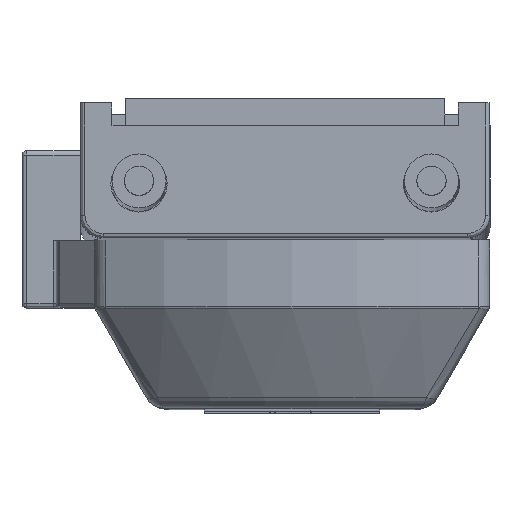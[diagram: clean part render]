
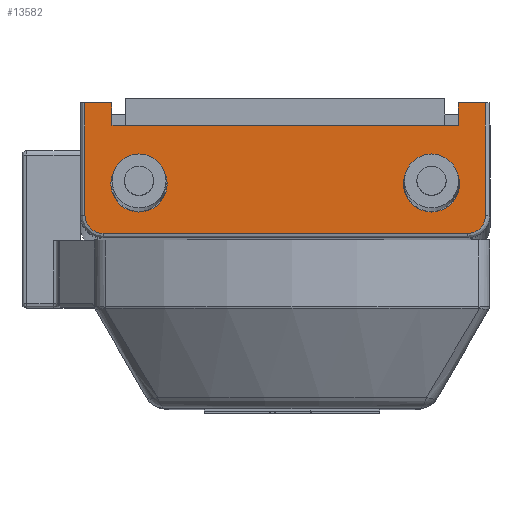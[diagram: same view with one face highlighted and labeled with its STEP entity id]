
A CAD part, top view. The second image highlights one B-rep face of the part: STEP entity #13582.
In plain terms, the highlighted planar face has unit normal (0, 0, 1).
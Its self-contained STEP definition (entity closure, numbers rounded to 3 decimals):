
#36 = ORIENTED_EDGE ( 'NONE', *, *, #3457, .F. ) ;
#101 = VECTOR ( 'NONE', #11980, 1000. ) ;
#109 = CARTESIAN_POINT ( 'NONE',  ( -8.9, -1., 270. ) ) ;
#340 = EDGE_CURVE ( 'NONE', #3226, #6263, #8430, .T. ) ;
#357 = VERTEX_POINT ( 'NONE', #109 ) ;
#365 = ORIENTED_EDGE ( 'NONE', *, *, #13670, .F. ) ;
#393 = EDGE_CURVE ( 'NONE', #9858, #4116, #5032, .T. ) ;
#460 = VERTEX_POINT ( 'NONE', #1280 ) ;
#480 = CARTESIAN_POINT ( 'NONE',  ( 7.7, 0., 270. ) ) ;
#485 = EDGE_CURVE ( 'NONE', #13375, #11360, #7414, .T. ) ;
#662 = CARTESIAN_POINT ( 'NONE',  ( 7.7, -1., 270. ) ) ;
#880 = DIRECTION ( 'NONE',  ( 0., 0., 1. ) ) ;
#933 = EDGE_CURVE ( 'NONE', #3879, #12007, #9579, .T. ) ;
#1280 = CARTESIAN_POINT ( 'NONE',  ( -8.9, 4., 270. ) ) ;
#1362 = CIRCLE ( 'NONE', #3592, 1.25 ) ;
#1505 = FACE_BOUND ( 'NONE', #11662, .T. ) ;
#1531 = ORIENTED_EDGE ( 'NONE', *, *, #7910, .T. ) ;
#1720 = AXIS2_PLACEMENT_3D ( 'NONE', #10721, #880, #7510 ) ;
#1803 = DIRECTION ( 'NONE',  ( 1., 0., 0. ) ) ;
#1850 = VERTEX_POINT ( 'NONE', #3190 ) ;
#1882 = VECTOR ( 'NONE', #7500, 1000. ) ;
#2084 = LINE ( 'NONE', #662, #10172 ) ;
#2093 = DIRECTION ( 'NONE',  ( 0., 0., 1. ) ) ;
#2108 = CARTESIAN_POINT ( 'NONE',  ( 7.7, -1., 270. ) ) ;
#2260 = DIRECTION ( 'NONE',  ( 1., 0., 0. ) ) ;
#2337 = EDGE_CURVE ( 'NONE', #6263, #3879, #8741, .T. ) ;
#2358 = AXIS2_PLACEMENT_3D ( 'NONE', #5141, #5053, #6202 ) ;
#2420 = CARTESIAN_POINT ( 'NONE',  ( 8.9, 4., 270. ) ) ;
#2744 = CARTESIAN_POINT ( 'NONE',  ( -5.25, 2.6, 270. ) ) ;
#2941 = DIRECTION ( 'NONE',  ( 1., 0., 0. ) ) ;
#2985 = CIRCLE ( 'NONE', #6318, 0.8 ) ;
#3073 = ORIENTED_EDGE ( 'NONE', *, *, #5833, .T. ) ;
#3181 = CARTESIAN_POINT ( 'NONE',  ( 8.1, 4.8, 270. ) ) ;
#3190 = CARTESIAN_POINT ( 'NONE',  ( 7.75, 2.6, 270. ) ) ;
#3226 = VERTEX_POINT ( 'NONE', #12894 ) ;
#3441 = CARTESIAN_POINT ( 'NONE',  ( -7.7, 0., 270. ) ) ;
#3457 = EDGE_CURVE ( 'NONE', #12942, #1850, #7551, .T. ) ;
#3592 = AXIS2_PLACEMENT_3D ( 'NONE', #4061, #5159, #11634 ) ;
#3626 = ORIENTED_EDGE ( 'NONE', *, *, #3693, .T. ) ;
#3693 = EDGE_CURVE ( 'NONE', #357, #9928, #7716, .T. ) ;
#3870 = VERTEX_POINT ( 'NONE', #2108 ) ;
#3879 = VERTEX_POINT ( 'NONE', #3181 ) ;
#4061 = CARTESIAN_POINT ( 'NONE',  ( -6.5, 2.6, 270. ) ) ;
#4069 = VECTOR ( 'NONE', #5303, 1000. ) ;
#4116 = VERTEX_POINT ( 'NONE', #2744 ) ;
#4306 = CARTESIAN_POINT ( 'NONE',  ( -8.9, -1., 270. ) ) ;
#4521 = VECTOR ( 'NONE', #2260, 1000. ) ;
#4868 = CARTESIAN_POINT ( 'NONE',  ( -8.1, 4.8, 270. ) ) ;
#4903 = EDGE_CURVE ( 'NONE', #3870, #3226, #2084, .T. ) ;
#4932 = AXIS2_PLACEMENT_3D ( 'NONE', #7445, #11862, #12875 ) ;
#4981 = DIRECTION ( 'NONE',  ( 1., 0., 0. ) ) ;
#5032 = CIRCLE ( 'NONE', #8402, 1.25 ) ;
#5053 = DIRECTION ( 'NONE',  ( 0., 0., 1. ) ) ;
#5086 = CARTESIAN_POINT ( 'NONE',  ( -7.7, -1., 270. ) ) ;
#5141 = CARTESIAN_POINT ( 'NONE',  ( 6.5, 2.6, 270. ) ) ;
#5159 = DIRECTION ( 'NONE',  ( 0., 0., 1. ) ) ;
#5187 = ORIENTED_EDGE ( 'NONE', *, *, #340, .T. ) ;
#5303 = DIRECTION ( 'NONE',  ( 0., 1., 0. ) ) ;
#5409 = FACE_OUTER_BOUND ( 'NONE', #9108, .T. ) ;
#5474 = ORIENTED_EDGE ( 'NONE', *, *, #4903, .T. ) ;
#5634 = ORIENTED_EDGE ( 'NONE', *, *, #11926, .F. ) ;
#5710 = DIRECTION ( 'NONE',  ( 0., 0., 1. ) ) ;
#5833 = EDGE_CURVE ( 'NONE', #460, #357, #12127, .T. ) ;
#5849 = CARTESIAN_POINT ( 'NONE',  ( -7.7, 0., 270. ) ) ;
#6196 = ORIENTED_EDGE ( 'NONE', *, *, #485, .T. ) ;
#6202 = DIRECTION ( 'NONE',  ( 1., 0., 0. ) ) ;
#6263 = VERTEX_POINT ( 'NONE', #2420 ) ;
#6318 = AXIS2_PLACEMENT_3D ( 'NONE', #7308, #2093, #2941 ) ;
#6659 = CARTESIAN_POINT ( 'NONE',  ( -6.5, 2.6, 270. ) ) ;
#6770 = EDGE_LOOP ( 'NONE', ( #365, #36 ) ) ;
#7236 = CARTESIAN_POINT ( 'NONE',  ( 7.7, 0., 270. ) ) ;
#7238 = CARTESIAN_POINT ( 'NONE',  ( 5.25, 2.6, 270. ) ) ;
#7308 = CARTESIAN_POINT ( 'NONE',  ( -8.1, 4., 270. ) ) ;
#7414 = LINE ( 'NONE', #3441, #4521 ) ;
#7445 = CARTESIAN_POINT ( 'NONE',  ( 8.1, 4., 270. ) ) ;
#7490 = CARTESIAN_POINT ( 'NONE',  ( -7.7, -1., 270. ) ) ;
#7500 = DIRECTION ( 'NONE',  ( 0., -1., 0. ) ) ;
#7510 = DIRECTION ( 'NONE',  ( 1., 0., 0. ) ) ;
#7528 = DIRECTION ( 'NONE',  ( 0., 1., 0. ) ) ;
#7551 = CIRCLE ( 'NONE', #2358, 1.25 ) ;
#7716 = LINE ( 'NONE', #9132, #101 ) ;
#7829 = ORIENTED_EDGE ( 'NONE', *, *, #933, .T. ) ;
#7842 = ORIENTED_EDGE ( 'NONE', *, *, #9865, .T. ) ;
#7865 = VECTOR ( 'NONE', #7946, 1000. ) ;
#7910 = EDGE_CURVE ( 'NONE', #12007, #460, #2985, .T. ) ;
#7946 = DIRECTION ( 'NONE',  ( 0., -1., 0. ) ) ;
#8402 = AXIS2_PLACEMENT_3D ( 'NONE', #6659, #5710, #12036 ) ;
#8430 = LINE ( 'NONE', #10822, #12730 ) ;
#8598 = CARTESIAN_POINT ( 'NONE',  ( -8.1, 4.8, 270. ) ) ;
#8733 = ORIENTED_EDGE ( 'NONE', *, *, #393, .F. ) ;
#8741 = CIRCLE ( 'NONE', #4932, 0.8 ) ;
#9108 = EDGE_LOOP ( 'NONE', ( #5474, #5187, #11363, #7829, #1531, #3073, #3626, #11977, #6196, #7842 ) ) ;
#9132 = CARTESIAN_POINT ( 'NONE',  ( -9.1, -1., 270. ) ) ;
#9211 = CARTESIAN_POINT ( 'NONE',  ( -7.75, 2.6, 270. ) ) ;
#9453 = FACE_BOUND ( 'NONE', #6770, .T. ) ;
#9502 = LINE ( 'NONE', #7490, #4069 ) ;
#9579 = LINE ( 'NONE', #4868, #13199 ) ;
#9858 = VERTEX_POINT ( 'NONE', #9211 ) ;
#9865 = EDGE_CURVE ( 'NONE', #11360, #3870, #11846, .T. ) ;
#9928 = VERTEX_POINT ( 'NONE', #5086 ) ;
#10172 = VECTOR ( 'NONE', #1803, 1000. ) ;
#10529 = DIRECTION ( 'NONE',  ( 0., 0., 1. ) ) ;
#10721 = CARTESIAN_POINT ( 'NONE',  ( 6.5, 2.6, 270. ) ) ;
#10777 = CIRCLE ( 'NONE', #1720, 1.25 ) ;
#10822 = CARTESIAN_POINT ( 'NONE',  ( 8.9, 4., 270. ) ) ;
#10913 = EDGE_CURVE ( 'NONE', #9928, #13375, #9502, .T. ) ;
#11347 = AXIS2_PLACEMENT_3D ( 'NONE', #11399, #10529, #4981 ) ;
#11360 = VERTEX_POINT ( 'NONE', #7236 ) ;
#11363 = ORIENTED_EDGE ( 'NONE', *, *, #2337, .T. ) ;
#11399 = CARTESIAN_POINT ( 'NONE',  ( -8.1, 4., 270. ) ) ;
#11634 = DIRECTION ( 'NONE',  ( 1., 0., 0. ) ) ;
#11662 = EDGE_LOOP ( 'NONE', ( #5634, #8733 ) ) ;
#11846 = LINE ( 'NONE', #480, #7865 ) ;
#11862 = DIRECTION ( 'NONE',  ( 0., 0., 1. ) ) ;
#11926 = EDGE_CURVE ( 'NONE', #4116, #9858, #1362, .T. ) ;
#11977 = ORIENTED_EDGE ( 'NONE', *, *, #10913, .T. ) ;
#11980 = DIRECTION ( 'NONE',  ( 1., 0., 0. ) ) ;
#12007 = VERTEX_POINT ( 'NONE', #8598 ) ;
#12036 = DIRECTION ( 'NONE',  ( 1., 0., 0. ) ) ;
#12127 = LINE ( 'NONE', #4306, #1882 ) ;
#12442 = DIRECTION ( 'NONE',  ( -1., 0., 0. ) ) ;
#12730 = VECTOR ( 'NONE', #7528, 1000. ) ;
#12875 = DIRECTION ( 'NONE',  ( 1., 0., 0. ) ) ;
#12894 = CARTESIAN_POINT ( 'NONE',  ( 8.9, -1., 270. ) ) ;
#12942 = VERTEX_POINT ( 'NONE', #7238 ) ;
#13199 = VECTOR ( 'NONE', #12442, 1000. ) ;
#13375 = VERTEX_POINT ( 'NONE', #5849 ) ;
#13582 = ADVANCED_FACE ( 'NONE', ( #9453, #1505, #5409 ), #13620, .T. ) ;
#13620 = PLANE ( 'NONE',  #11347 ) ;
#13670 = EDGE_CURVE ( 'NONE', #1850, #12942, #10777, .T. ) ;
